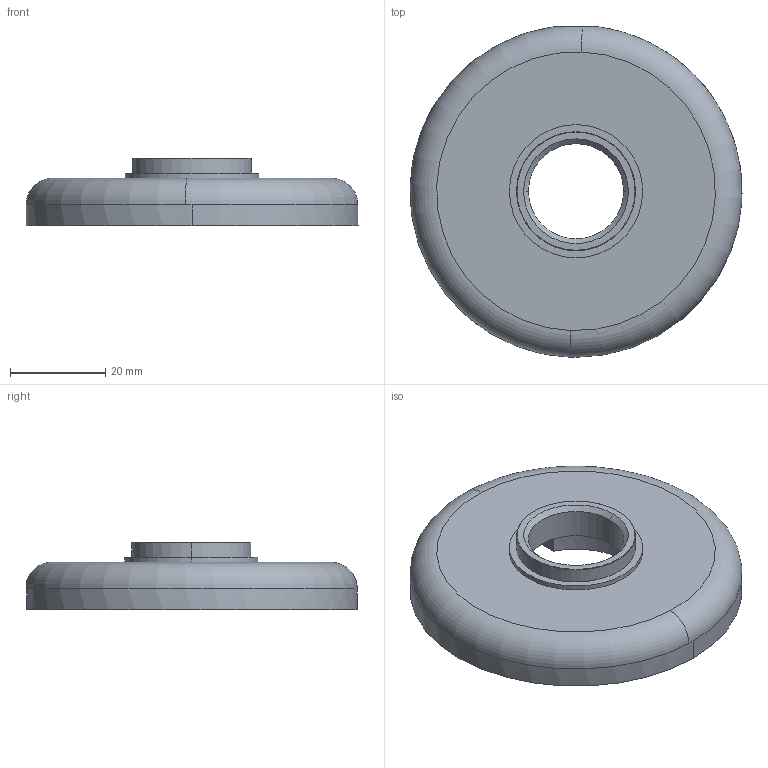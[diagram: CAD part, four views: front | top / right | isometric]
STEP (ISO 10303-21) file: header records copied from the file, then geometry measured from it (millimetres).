
FILE_DESCRIPTION(('STEP AP214'),'1');
FILE_NAME('.step','2022-05-13T11:01:50',(' '),(' '),'Spatial InterOp 3D',' ',' ');
FILE_SCHEMA(('AUTOMOTIVE_DESIGN { 1 0 10303 214 1 1 1 1 }'));
Length unit declared in the file: metre
Products named in the file (2): 改_底座上盖
Assembly tree (1 placements, depth 2):
  改_底座上盖
    改_底座上盖
Bounding box: 69.74 x 69.45 x 14.2 mm (x, y, z)
Volume: 18822.3 mm3; surface area: 12023.6 mm2
Topology: 1 solids, 1 shells, 125 faces, 345 edges, 229 vertices
Faces by surface type: cylinder 76, plane 40, torus 5, cone 4
Entity records: 4247 total; most frequent: CARTESIAN_POINT 833, DIRECTION 767, ORIENTED_EDGE 690, EDGE_CURVE 345, AXIS2_PLACEMENT_3D 303, VERTEX_POINT 229, CIRCLE 172, LINE 161
